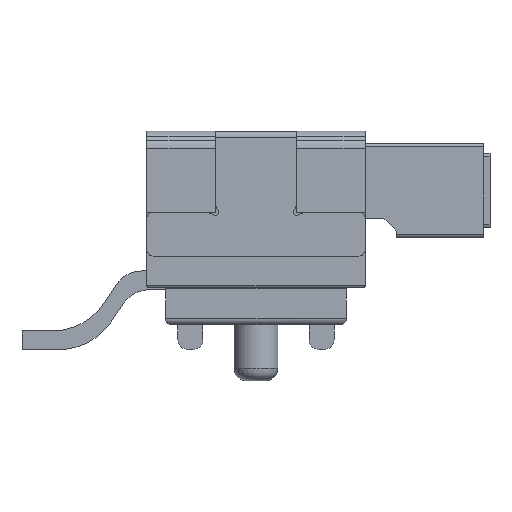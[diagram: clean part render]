
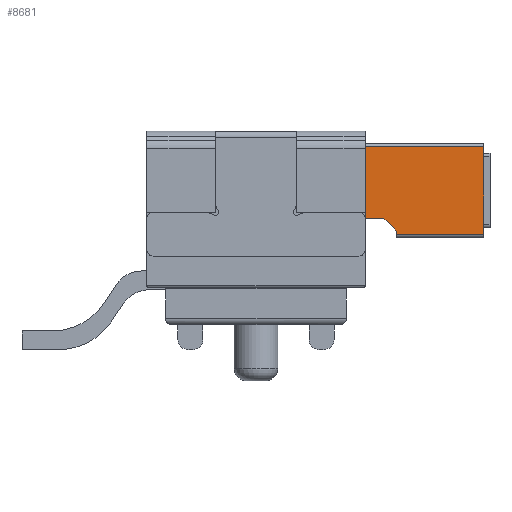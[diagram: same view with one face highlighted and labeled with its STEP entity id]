
A CAD part, front view. The second image highlights one B-rep face of the part: STEP entity #8681.
In plain terms, the highlighted planar face has unit normal (0, -1, 0).
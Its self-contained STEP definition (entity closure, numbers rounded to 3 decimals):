
#336 = VERTEX_POINT ( 'NONE', #21483 ) ;
#509 = EDGE_CURVE ( 'NONE', #1917, #10042, #7613, .T. ) ;
#1219 = EDGE_CURVE ( 'NONE', #13904, #11867, #6596, .T. ) ;
#1917 = VERTEX_POINT ( 'NONE', #7920 ) ;
#2017 = VECTOR ( 'NONE', #13957, 1000. ) ;
#3355 = ORIENTED_EDGE ( 'NONE', *, *, #25414, .F. ) ;
#3681 = VECTOR ( 'NONE', #5639, 1000. ) ;
#3922 = VERTEX_POINT ( 'NONE', #23502 ) ;
#4123 = CARTESIAN_POINT ( 'NONE',  ( 2.25, 0.139, 2.3 ) ) ;
#4698 = LINE ( 'NONE', #24205, #11362 ) ;
#5107 = CARTESIAN_POINT ( 'NONE',  ( 2.25, 0.139, 0.9 ) ) ;
#5469 = FACE_OUTER_BOUND ( 'NONE', #8882, .T. ) ;
#5639 = DIRECTION ( 'NONE',  ( -1., 0., 0. ) ) ;
#5822 = CARTESIAN_POINT ( 'NONE',  ( 3.65, 0.139, 0.85 ) ) ;
#6596 = LINE ( 'NONE', #14403, #16841 ) ;
#6970 = VECTOR ( 'NONE', #16969, 1000. ) ;
#6983 = VECTOR ( 'NONE', #7616, 1000. ) ;
#7613 = LINE ( 'NONE', #11666, #24399 ) ;
#7616 = DIRECTION ( 'NONE',  ( -1., 0., 0. ) ) ;
#7920 = CARTESIAN_POINT ( 'NONE',  ( 2.05, 0.139, 1.1 ) ) ;
#8681 = ADVANCED_FACE ( 'NONE', ( #5469 ), #12876, .F. ) ;
#8882 = EDGE_LOOP ( 'NONE', ( #10639, #20287, #9158, #3355, #15559, #11997, #21420 ) ) ;
#9158 = ORIENTED_EDGE ( 'NONE', *, *, #12211, .T. ) ;
#9604 = DIRECTION ( 'NONE',  ( 0.707, 0., -0.707 ) ) ;
#10042 = VERTEX_POINT ( 'NONE', #5107 ) ;
#10639 = ORIENTED_EDGE ( 'NONE', *, *, #11826, .F. ) ;
#11362 = VECTOR ( 'NONE', #14418, 1000. ) ;
#11666 = CARTESIAN_POINT ( 'NONE',  ( 1.55, 0.139, 1.6 ) ) ;
#11826 = EDGE_CURVE ( 'NONE', #17929, #11867, #14900, .T. ) ;
#11867 = VERTEX_POINT ( 'NONE', #5822 ) ;
#11918 = CARTESIAN_POINT ( 'NONE',  ( 1.75, 0.139, 2.3 ) ) ;
#11997 = ORIENTED_EDGE ( 'NONE', *, *, #20027, .T. ) ;
#12211 = EDGE_CURVE ( 'NONE', #336, #3922, #15890, .T. ) ;
#12876 = PLANE ( 'NONE',  #19699 ) ;
#13621 = CARTESIAN_POINT ( 'NONE',  ( 2.25, 0.139, 0.85 ) ) ;
#13829 = CARTESIAN_POINT ( 'NONE',  ( 2.25, 0.139, 2.25 ) ) ;
#13904 = VERTEX_POINT ( 'NONE', #13621 ) ;
#13957 = DIRECTION ( 'NONE',  ( 0., 0., -1. ) ) ;
#14392 = CARTESIAN_POINT ( 'NONE',  ( 3.65, 0.139, 2.25 ) ) ;
#14403 = CARTESIAN_POINT ( 'NONE',  ( 2.25, 0.139, 0.85 ) ) ;
#14418 = DIRECTION ( 'NONE',  ( 0., 0., -1. ) ) ;
#14900 = LINE ( 'NONE', #17232, #6970 ) ;
#15559 = ORIENTED_EDGE ( 'NONE', *, *, #509, .T. ) ;
#15890 = LINE ( 'NONE', #11918, #2017 ) ;
#16841 = VECTOR ( 'NONE', #18023, 1000. ) ;
#16969 = DIRECTION ( 'NONE',  ( 0., 0., -1. ) ) ;
#17232 = CARTESIAN_POINT ( 'NONE',  ( 3.65, 0.139, 2.25 ) ) ;
#17678 = LINE ( 'NONE', #19243, #3681 ) ;
#17929 = VERTEX_POINT ( 'NONE', #14392 ) ;
#18023 = DIRECTION ( 'NONE',  ( 1., 0., 0. ) ) ;
#19243 = CARTESIAN_POINT ( 'NONE',  ( 2.25, 0.139, 1.1 ) ) ;
#19699 = AXIS2_PLACEMENT_3D ( 'NONE', #4123, #20154, #21966 ) ;
#20027 = EDGE_CURVE ( 'NONE', #10042, #13904, #4698, .T. ) ;
#20154 = DIRECTION ( 'NONE',  ( 0., 1., 0. ) ) ;
#20287 = ORIENTED_EDGE ( 'NONE', *, *, #24266, .T. ) ;
#21420 = ORIENTED_EDGE ( 'NONE', *, *, #1219, .T. ) ;
#21483 = CARTESIAN_POINT ( 'NONE',  ( 1.75, 0.139, 2.25 ) ) ;
#21966 = DIRECTION ( 'NONE',  ( -1., 0., 0. ) ) ;
#23502 = CARTESIAN_POINT ( 'NONE',  ( 1.75, 0.139, 1.1 ) ) ;
#24205 = CARTESIAN_POINT ( 'NONE',  ( 2.25, 0.139, 2.3 ) ) ;
#24266 = EDGE_CURVE ( 'NONE', #17929, #336, #25301, .T. ) ;
#24399 = VECTOR ( 'NONE', #9604, 1000. ) ;
#25301 = LINE ( 'NONE', #13829, #6983 ) ;
#25414 = EDGE_CURVE ( 'NONE', #1917, #3922, #17678, .T. ) ;
